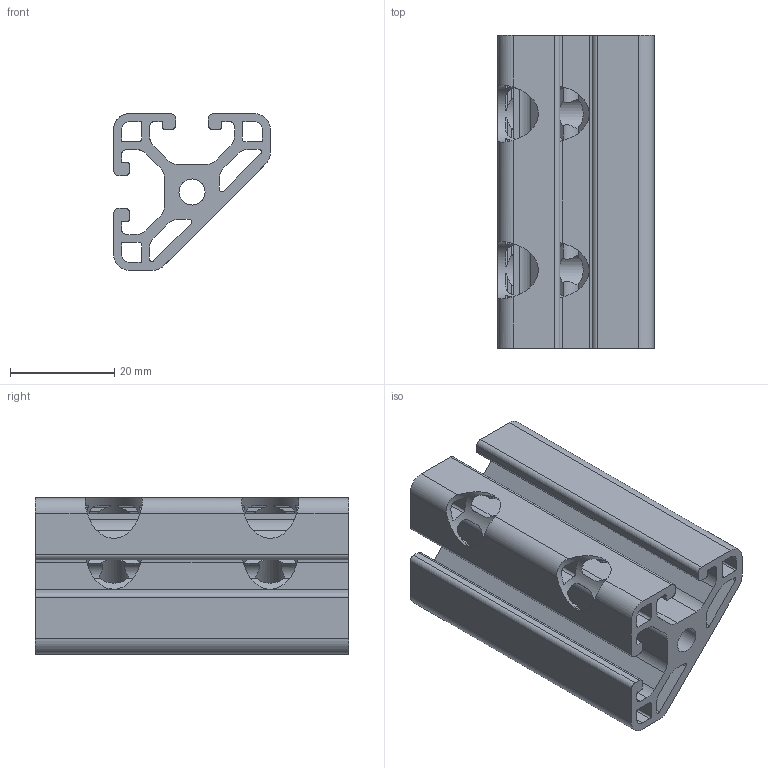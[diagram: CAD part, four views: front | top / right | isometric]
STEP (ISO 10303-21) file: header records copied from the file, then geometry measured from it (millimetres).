
FILE_DESCRIPTION( ( 'STEP AP214' ), '1' );
FILE_NAME( 'K1048.063060.stp', '2020-12-10T09:27:01', ( '' ), ( '' ), ' ', 'PARTsolutions', ' ' );
FILE_SCHEMA( ( 'AUTOMOTIVE_DESIGN { 1 0 10303 214 1 1 1 1 }' ) );
Length unit declared in the file: millimetre
Products named in the file (1): _K1048.063060
Bounding box: 30 x 60 x 30 mm (x, y, z)
Volume: 16982.3 mm3; surface area: 17039.7 mm2
Topology: 1 solids, 1 shells, 173 faces, 551 edges, 366 vertices
Faces by surface type: cylinder 90, plane 83
Full cylindrical faces by diameter (mm): 5 x3, 6.5 x2, 11 x2
Entity records: 8170 total; most frequent: CARTESIAN_POINT 1952, ORIENTED_EDGE 1052, DIRECTION 976, EDGE_CURVE 526, VERTEX_POINT 352, AXIS2_PLACEMENT_3D 344, LINE 288, VECTOR 288
